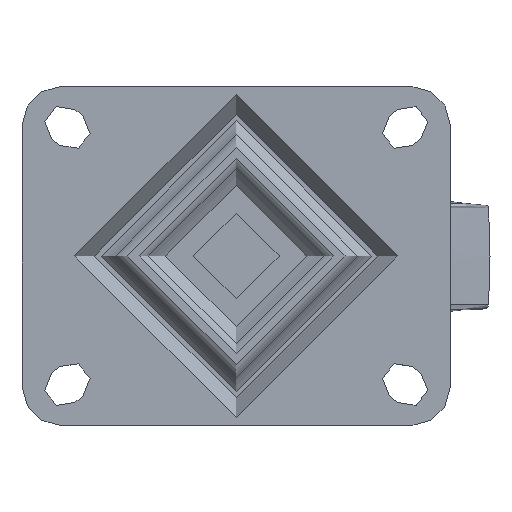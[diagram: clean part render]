
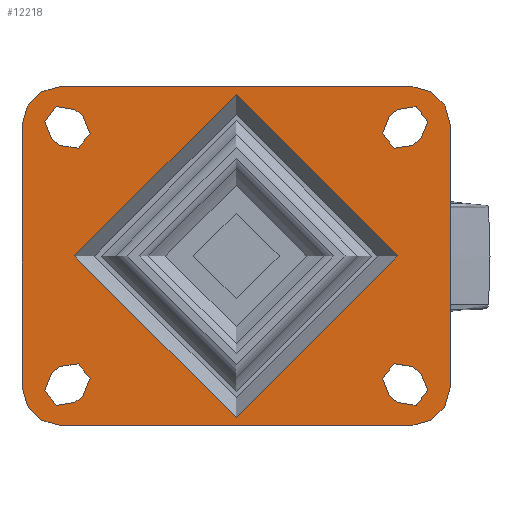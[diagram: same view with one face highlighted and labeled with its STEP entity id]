
A CAD part, top view. The second image highlights one B-rep face of the part: STEP entity #12218.
In plain terms, the highlighted planar face has unit normal (0, 0, 1).
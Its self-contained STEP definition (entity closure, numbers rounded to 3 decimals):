
#554=FACE_BOUND('',#4239,.T.);
#555=FACE_BOUND('',#4240,.T.);
#556=FACE_BOUND('',#4241,.T.);
#557=FACE_BOUND('',#4242,.T.);
#558=FACE_BOUND('',#4243,.T.);
#711=PLANE('',#13251);
#1653=LINE('',#17765,#2474);
#1655=LINE('',#17773,#2476);
#1656=LINE('',#17778,#2477);
#1657=LINE('',#17782,#2478);
#1658=LINE('',#17784,#2479);
#1659=LINE('',#17785,#2480);
#1660=LINE('',#17786,#2481);
#1661=LINE('',#17787,#2482);
#1662=LINE('',#17788,#2483);
#1663=LINE('',#17789,#2484);
#1664=LINE('',#17790,#2485);
#1665=LINE('',#17791,#2486);
#2474=VECTOR('',#14467,1.);
#2476=VECTOR('',#14477,1.);
#2477=VECTOR('',#14482,1.);
#2478=VECTOR('',#14485,1.);
#2479=VECTOR('',#14488,1.);
#2480=VECTOR('',#14489,1.);
#2481=VECTOR('',#14490,1.);
#2482=VECTOR('',#14491,1.);
#2483=VECTOR('',#14492,1.);
#2484=VECTOR('',#14493,1.);
#2485=VECTOR('',#14494,1.);
#2486=VECTOR('',#14495,1.);
#3480=FACE_OUTER_BOUND('',#4238,.T.);
#4238=EDGE_LOOP('',(#8780,#8781,#8782,#8783,#8784,#8785,#8786,#8787));
#4239=EDGE_LOOP('',(#8788));
#4240=EDGE_LOOP('',(#8789,#8790,#8791,#8792));
#4241=EDGE_LOOP('',(#8793,#8794,#8795,#8796));
#4242=EDGE_LOOP('',(#8797,#8798,#8799,#8800));
#4243=EDGE_LOOP('',(#8801,#8802,#8803,#8804));
#5077=CIRCLE('',#13174,5.7);
#5078=CIRCLE('',#13176,5.7);
#5080=CIRCLE('',#13179,5.7);
#5083=CIRCLE('',#13183,5.7);
#5085=CIRCLE('',#13186,5.7);
#5086=CIRCLE('',#13188,5.7);
#5089=CIRCLE('',#13192,5.7);
#5090=CIRCLE('',#13194,5.7);
#5107=CIRCLE('',#13217,49.014);
#5127=CIRCLE('',#13252,12.);
#5128=CIRCLE('',#13253,12.);
#5129=CIRCLE('',#13254,12.);
#5130=CIRCLE('',#13255,12.);
#5484=VERTEX_POINT('',#17528);
#5485=VERTEX_POINT('',#17530);
#5486=VERTEX_POINT('',#17534);
#5487=VERTEX_POINT('',#17535);
#5490=VERTEX_POINT('',#17543);
#5491=VERTEX_POINT('',#17544);
#5496=VERTEX_POINT('',#17555);
#5497=VERTEX_POINT('',#17557);
#5500=VERTEX_POINT('',#17564);
#5501=VERTEX_POINT('',#17566);
#5502=VERTEX_POINT('',#17570);
#5503=VERTEX_POINT('',#17571);
#5508=VERTEX_POINT('',#17582);
#5509=VERTEX_POINT('',#17584);
#5510=VERTEX_POINT('',#17588);
#5511=VERTEX_POINT('',#17589);
#5524=VERTEX_POINT('',#17655);
#5541=VERTEX_POINT('',#17762);
#5542=VERTEX_POINT('',#17764);
#5543=VERTEX_POINT('',#17771);
#5544=VERTEX_POINT('',#17772);
#5545=VERTEX_POINT('',#17775);
#5546=VERTEX_POINT('',#17777);
#5547=VERTEX_POINT('',#17779);
#5548=VERTEX_POINT('',#17781);
#6722=EDGE_CURVE('',#5485,#5484,#5077,.T.);
#6724=EDGE_CURVE('',#5486,#5487,#5078,.T.);
#6728=EDGE_CURVE('',#5490,#5491,#5080,.T.);
#6734=EDGE_CURVE('',#5497,#5496,#5083,.T.);
#6738=EDGE_CURVE('',#5500,#5501,#5085,.T.);
#6740=EDGE_CURVE('',#5502,#5503,#5086,.T.);
#6746=EDGE_CURVE('',#5508,#5509,#5089,.T.);
#6748=EDGE_CURVE('',#5510,#5511,#5090,.T.);
#6769=EDGE_CURVE('',#5524,#5524,#5107,.T.);
#6794=EDGE_CURVE('',#5542,#5541,#1653,.T.);
#6796=EDGE_CURVE('',#5543,#5544,#1655,.T.);
#6797=EDGE_CURVE('',#5543,#5542,#5127,.T.);
#6798=EDGE_CURVE('',#5541,#5545,#5128,.T.);
#6799=EDGE_CURVE('',#5546,#5545,#1656,.T.);
#6800=EDGE_CURVE('',#5547,#5546,#5129,.T.);
#6801=EDGE_CURVE('',#5548,#5547,#1657,.T.);
#6802=EDGE_CURVE('',#5544,#5548,#5130,.T.);
#6803=EDGE_CURVE('',#5511,#5508,#1658,.T.);
#6804=EDGE_CURVE('',#5509,#5510,#1659,.T.);
#6805=EDGE_CURVE('',#5501,#5502,#1660,.T.);
#6806=EDGE_CURVE('',#5503,#5500,#1661,.T.);
#6807=EDGE_CURVE('',#5484,#5486,#1662,.T.);
#6808=EDGE_CURVE('',#5487,#5485,#1663,.T.);
#6809=EDGE_CURVE('',#5491,#5497,#1664,.T.);
#6810=EDGE_CURVE('',#5496,#5490,#1665,.T.);
#8780=ORIENTED_EDGE('',*,*,#6796,.F.);
#8781=ORIENTED_EDGE('',*,*,#6797,.T.);
#8782=ORIENTED_EDGE('',*,*,#6794,.T.);
#8783=ORIENTED_EDGE('',*,*,#6798,.T.);
#8784=ORIENTED_EDGE('',*,*,#6799,.F.);
#8785=ORIENTED_EDGE('',*,*,#6800,.F.);
#8786=ORIENTED_EDGE('',*,*,#6801,.F.);
#8787=ORIENTED_EDGE('',*,*,#6802,.F.);
#8788=ORIENTED_EDGE('',*,*,#6769,.F.);
#8789=ORIENTED_EDGE('',*,*,#6746,.F.);
#8790=ORIENTED_EDGE('',*,*,#6803,.F.);
#8791=ORIENTED_EDGE('',*,*,#6748,.F.);
#8792=ORIENTED_EDGE('',*,*,#6804,.F.);
#8793=ORIENTED_EDGE('',*,*,#6740,.F.);
#8794=ORIENTED_EDGE('',*,*,#6805,.F.);
#8795=ORIENTED_EDGE('',*,*,#6738,.F.);
#8796=ORIENTED_EDGE('',*,*,#6806,.F.);
#8797=ORIENTED_EDGE('',*,*,#6722,.T.);
#8798=ORIENTED_EDGE('',*,*,#6807,.T.);
#8799=ORIENTED_EDGE('',*,*,#6724,.T.);
#8800=ORIENTED_EDGE('',*,*,#6808,.T.);
#8801=ORIENTED_EDGE('',*,*,#6728,.T.);
#8802=ORIENTED_EDGE('',*,*,#6809,.T.);
#8803=ORIENTED_EDGE('',*,*,#6734,.T.);
#8804=ORIENTED_EDGE('',*,*,#6810,.T.);
#12218=ADVANCED_FACE('',(#3480,#554,#555,#556,#557,#558),#711,.F.);
#13174=AXIS2_PLACEMENT_3D('',#17531,#14297,#14298);
#13176=AXIS2_PLACEMENT_3D('',#17536,#14302,#14303);
#13179=AXIS2_PLACEMENT_3D('',#17545,#14310,#14311);
#13183=AXIS2_PLACEMENT_3D('',#17558,#14321,#14322);
#13186=AXIS2_PLACEMENT_3D('',#17567,#14329,#14330);
#13188=AXIS2_PLACEMENT_3D('',#17572,#14334,#14335);
#13192=AXIS2_PLACEMENT_3D('',#17585,#14345,#14346);
#13194=AXIS2_PLACEMENT_3D('',#17590,#14350,#14351);
#13217=AXIS2_PLACEMENT_3D('',#17657,#14400,#14401);
#13251=AXIS2_PLACEMENT_3D('',#17770,#14475,#14476);
#13252=AXIS2_PLACEMENT_3D('',#17774,#14478,#14479);
#13253=AXIS2_PLACEMENT_3D('',#17776,#14480,#14481);
#13254=AXIS2_PLACEMENT_3D('',#17780,#14483,#14484);
#13255=AXIS2_PLACEMENT_3D('',#17783,#14486,#14487);
#14297=DIRECTION('center_axis',(0.,0.,-1.));
#14298=DIRECTION('ref_axis',(1.,0.,0.));
#14302=DIRECTION('center_axis',(0.,0.,-1.));
#14303=DIRECTION('ref_axis',(1.,0.,0.));
#14310=DIRECTION('center_axis',(0.,0.,-1.));
#14311=DIRECTION('ref_axis',(1.,0.,0.));
#14321=DIRECTION('center_axis',(0.,0.,-1.));
#14322=DIRECTION('ref_axis',(1.,0.,0.));
#14329=DIRECTION('center_axis',(0.,0.,1.));
#14330=DIRECTION('ref_axis',(1.,0.,0.));
#14334=DIRECTION('center_axis',(0.,0.,1.));
#14335=DIRECTION('ref_axis',(1.,0.,0.));
#14345=DIRECTION('center_axis',(0.,0.,1.));
#14346=DIRECTION('ref_axis',(1.,0.,0.));
#14350=DIRECTION('center_axis',(0.,0.,1.));
#14351=DIRECTION('ref_axis',(1.,0.,0.));
#14400=DIRECTION('center_axis',(0.,0.,1.));
#14401=DIRECTION('ref_axis',(-1.,0.,0.));
#14467=DIRECTION('',(1.,0.,0.));
#14475=DIRECTION('center_axis',(0.,0.,-1.));
#14476=DIRECTION('ref_axis',(0.,-1.,0.));
#14477=DIRECTION('',(0.,1.,0.));
#14478=DIRECTION('center_axis',(0.,0.,1.));
#14479=DIRECTION('ref_axis',(1.,0.,0.));
#14480=DIRECTION('center_axis',(0.,0.,1.));
#14481=DIRECTION('ref_axis',(1.,0.,0.));
#14482=DIRECTION('',(0.,-1.,0.));
#14483=DIRECTION('center_axis',(0.,0.,-1.));
#14484=DIRECTION('ref_axis',(1.,0.,0.));
#14485=DIRECTION('',(1.,0.,0.));
#14486=DIRECTION('center_axis',(0.,0.,-1.));
#14487=DIRECTION('ref_axis',(1.,0.,0.));
#14488=DIRECTION('',(-0.781,-0.625,0.));
#14489=DIRECTION('',(0.781,0.625,0.));
#14490=DIRECTION('',(0.781,-0.625,0.));
#14491=DIRECTION('',(-0.781,0.625,0.));
#14492=DIRECTION('',(0.781,-0.625,0.));
#14493=DIRECTION('',(-0.781,0.625,0.));
#14494=DIRECTION('',(-0.781,-0.625,0.));
#14495=DIRECTION('',(0.781,0.625,0.));
#17528=CARTESIAN_POINT('',(-27.536,161.729,0.));
#17530=CARTESIAN_POINT('',(-34.657,152.827,0.));
#17531=CARTESIAN_POINT('Origin',(-31.097,157.278,0.));
#17534=CARTESIAN_POINT('',(-25.036,159.729,0.));
#17535=CARTESIAN_POINT('',(-32.157,150.827,0.));
#17536=CARTESIAN_POINT('Origin',(-28.597,155.278,0.));
#17543=CARTESIAN_POINT('',(-134.657,161.729,0.));
#17544=CARTESIAN_POINT('',(-127.536,152.827,0.));
#17545=CARTESIAN_POINT('Origin',(-131.097,157.278,0.));
#17555=CARTESIAN_POINT('',(-137.157,159.729,0.));
#17557=CARTESIAN_POINT('',(-130.036,150.827,0.));
#17558=CARTESIAN_POINT('Origin',(-133.597,155.278,0.));
#17564=CARTESIAN_POINT('',(-130.036,239.729,0.));
#17566=CARTESIAN_POINT('',(-137.157,230.827,0.));
#17567=CARTESIAN_POINT('Origin',(-133.597,235.278,0.));
#17570=CARTESIAN_POINT('',(-134.657,228.827,0.));
#17571=CARTESIAN_POINT('',(-127.536,237.729,0.));
#17572=CARTESIAN_POINT('Origin',(-131.097,233.278,0.));
#17582=CARTESIAN_POINT('',(-34.657,237.729,0.));
#17584=CARTESIAN_POINT('',(-27.536,228.827,0.));
#17585=CARTESIAN_POINT('Origin',(-31.097,233.278,0.));
#17588=CARTESIAN_POINT('',(-25.036,230.827,0.));
#17589=CARTESIAN_POINT('',(-32.157,239.729,0.));
#17590=CARTESIAN_POINT('Origin',(-28.597,235.278,0.));
#17655=CARTESIAN_POINT('',(-130.11,195.278,0.));
#17657=CARTESIAN_POINT('Origin',(-81.097,195.278,0.));
#17762=CARTESIAN_POINT('',(-28.097,143.778,0.));
#17764=CARTESIAN_POINT('',(-134.097,143.778,0.));
#17765=CARTESIAN_POINT('',(-81.097,143.778,0.));
#17770=CARTESIAN_POINT('Origin',(-130.11,195.278,0.));
#17771=CARTESIAN_POINT('',(-146.097,155.778,0.));
#17772=CARTESIAN_POINT('',(-146.097,234.778,0.));
#17773=CARTESIAN_POINT('',(-146.097,195.278,0.));
#17774=CARTESIAN_POINT('Origin',(-134.097,155.778,0.));
#17775=CARTESIAN_POINT('',(-16.097,155.778,0.));
#17776=CARTESIAN_POINT('Origin',(-28.097,155.778,0.));
#17777=CARTESIAN_POINT('',(-16.097,234.778,0.));
#17778=CARTESIAN_POINT('',(-16.097,234.778,0.));
#17779=CARTESIAN_POINT('',(-28.097,246.778,0.));
#17780=CARTESIAN_POINT('Origin',(-28.097,234.778,0.));
#17781=CARTESIAN_POINT('',(-134.097,246.778,0.));
#17782=CARTESIAN_POINT('',(-81.097,246.778,0.));
#17783=CARTESIAN_POINT('Origin',(-134.097,234.778,0.));
#17784=CARTESIAN_POINT('',(-32.157,239.729,0.));
#17785=CARTESIAN_POINT('',(-27.536,228.827,0.));
#17786=CARTESIAN_POINT('',(-137.157,230.827,0.));
#17787=CARTESIAN_POINT('',(-127.536,237.729,0.));
#17788=CARTESIAN_POINT('',(-27.536,161.729,0.));
#17789=CARTESIAN_POINT('',(-32.157,150.827,0.));
#17790=CARTESIAN_POINT('',(-127.536,152.827,0.));
#17791=CARTESIAN_POINT('',(-137.157,159.729,0.));
